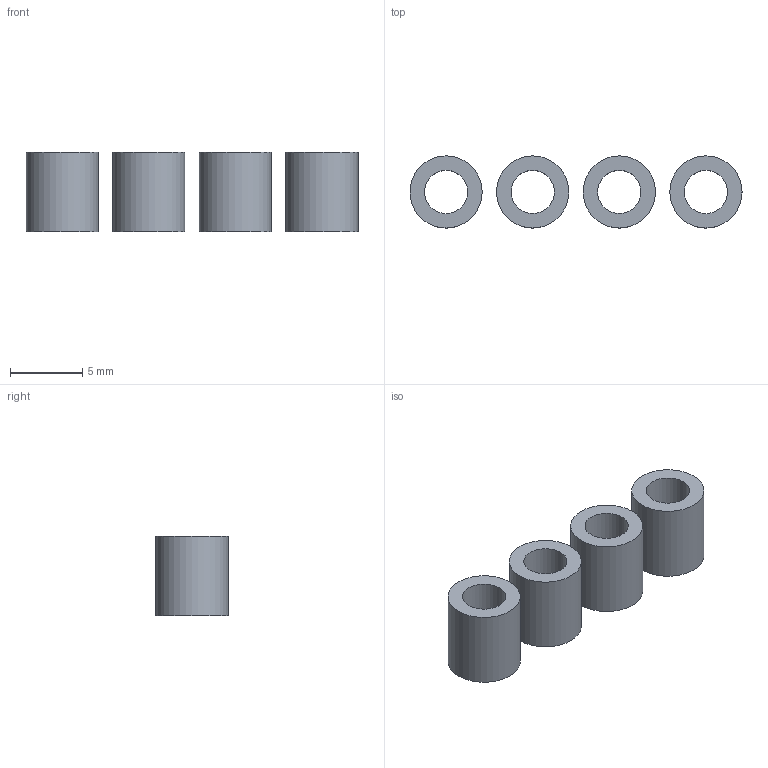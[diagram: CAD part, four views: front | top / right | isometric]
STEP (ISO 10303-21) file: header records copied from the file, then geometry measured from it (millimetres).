
FILE_DESCRIPTION(/* description */ (''),/* implementation_level */ '2;1');
FILE_NAME(/* name */ 'B4_EM_Spacer4_C5.5_set v1.step',/* time_stamp */ '2021-05-20T07:29:57+09:00',/* author */ (''),/* organization */ (''),/* preprocessor_version */ 'ST-DEVELOPER v18.1',/* originating_system */ 'Autodesk Translation Framework v10.6.0.1341',/* authorisation */ '');
FILE_SCHEMA (('AUTOMOTIVE_DESIGN { 1 0 10303 214 3 1 1 }'));
Length unit declared in the file: millimetre
Products named in the file (2): B4_EM_Spacer4_C5.5_set; B4_EM_Spacer4_C5.5
Assembly tree (4 placements, depth 2):
  B4_EM_Spacer4_C5.5_set
    B4_EM_Spacer4_C5.5  x4
Bounding box: 23 x 5 x 5.5 mm (x, y, z)
Volume: 276.5 mm3; surface area: 653.5 mm2
Topology: 4 solids, 4 shells, 16 faces, 24 edges, 16 vertices
Faces by surface type: cylinder 8, plane 8
Full cylindrical faces by diameter (mm): 3 x4, 5 x4
Entity records: 175 total; most frequent: DIRECTION 30, CARTESIAN_POINT 20, AXIS2_PLACEMENT_3D 14, ORIENTED_EDGE 12, EDGE_LOOP 6, EDGE_CURVE 6, PRODUCT_DEFINITION_SHAPE 6, ITEM_DEFINED_TRANSFORMATION 4
